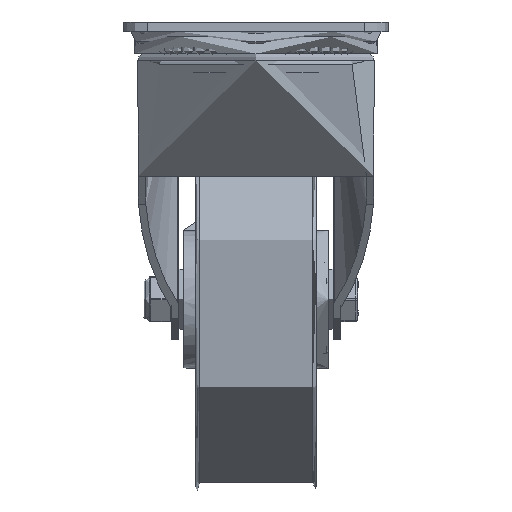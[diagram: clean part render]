
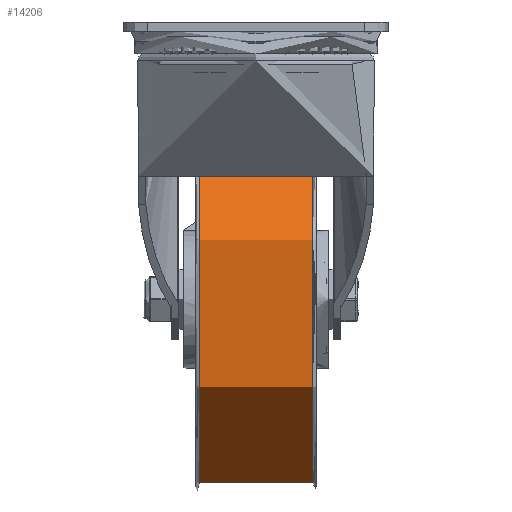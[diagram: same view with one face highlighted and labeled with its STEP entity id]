
A CAD part, left-side view. The second image highlights one B-rep face of the part: STEP entity #14206.
In plain terms, the highlighted cylindrical face has radius 80 mm (diameter 160 mm), a full revolution.
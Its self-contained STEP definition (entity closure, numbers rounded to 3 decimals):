
#2155=FACE_OUTER_BOUND('',#3083,.T.);
#3083=EDGE_LOOP('',(#10994,#10995,#10996,#10997,#10998,#10999));
#4238=LINE('',#25643,#4958);
#4958=VECTOR('',#18342,80.);
#5416=CIRCLE('',#15631,80.);
#5417=CIRCLE('',#15632,80.);
#5418=CIRCLE('',#15633,80.);
#5419=CIRCLE('',#15634,80.);
#6552=VERTEX_POINT('',#25639);
#6553=VERTEX_POINT('',#25640);
#6554=VERTEX_POINT('',#25642);
#6555=VERTEX_POINT('',#25644);
#8148=EDGE_CURVE('',#6552,#6553,#5416,.T.);
#8149=EDGE_CURVE('',#6552,#6554,#4238,.T.);
#8150=EDGE_CURVE('',#6555,#6554,#5417,.T.);
#8151=EDGE_CURVE('',#6554,#6555,#5418,.T.);
#8152=EDGE_CURVE('',#6553,#6552,#5419,.T.);
#10994=ORIENTED_EDGE('',*,*,#8148,.F.);
#10995=ORIENTED_EDGE('',*,*,#8149,.T.);
#10996=ORIENTED_EDGE('',*,*,#8150,.F.);
#10997=ORIENTED_EDGE('',*,*,#8151,.F.);
#10998=ORIENTED_EDGE('',*,*,#8149,.F.);
#10999=ORIENTED_EDGE('',*,*,#8152,.F.);
#13787=CYLINDRICAL_SURFACE('',#15630,80.);
#14206=ADVANCED_FACE('',(#2155),#13787,.T.);
#15630=AXIS2_PLACEMENT_3D('',#25638,#18338,#18339);
#15631=AXIS2_PLACEMENT_3D('',#25641,#18340,#18341);
#15632=AXIS2_PLACEMENT_3D('',#25645,#18343,#18344);
#15633=AXIS2_PLACEMENT_3D('',#25646,#18345,#18346);
#15634=AXIS2_PLACEMENT_3D('',#25647,#18347,#18348);
#18338=DIRECTION('center_axis',(0.,-1.,0.));
#18339=DIRECTION('ref_axis',(0.,0.,1.));
#18340=DIRECTION('center_axis',(0.,-1.,0.));
#18341=DIRECTION('ref_axis',(0.,0.,
-1.));
#18342=DIRECTION('',(0.,1.,0.));
#18343=DIRECTION('center_axis',(0.,1.,0.));
#18344=DIRECTION('ref_axis',(0.,0.,
-1.));
#18345=DIRECTION('center_axis',(0.,1.,0.));
#18346=DIRECTION('ref_axis',(0.,0.,
-1.));
#18347=DIRECTION('center_axis',(0.,-1.,0.));
#18348=DIRECTION('ref_axis',(0.,0.,
-1.));
#25638=CARTESIAN_POINT('Origin',(0.,0.,0.));
#25639=CARTESIAN_POINT('',(0.,-23.5,-80.));
#25640=CARTESIAN_POINT('',(0.,-23.5,80.));
#25641=CARTESIAN_POINT('Origin',(0.,-23.5,0.));
#25642=CARTESIAN_POINT('',(0.,23.5,-80.));
#25643=CARTESIAN_POINT('',(0.,0.,-80.));
#25644=CARTESIAN_POINT('',(0.,23.5,80.));
#25645=CARTESIAN_POINT('Origin',(0.,23.5,0.));
#25646=CARTESIAN_POINT('Origin',(0.,23.5,0.));
#25647=CARTESIAN_POINT('Origin',(0.,-23.5,0.));
